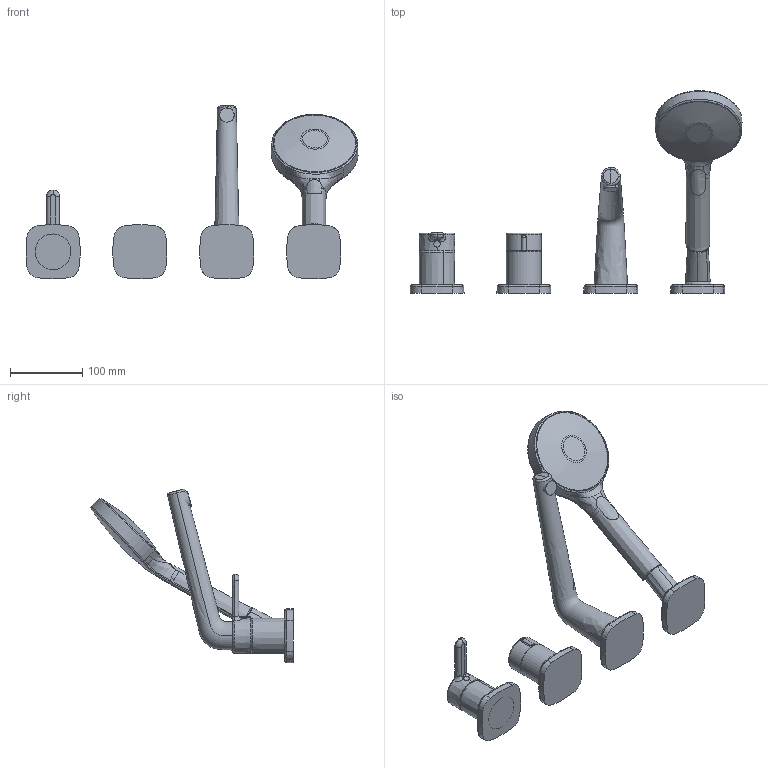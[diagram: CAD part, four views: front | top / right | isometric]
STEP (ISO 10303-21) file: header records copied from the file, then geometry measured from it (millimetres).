
FILE_DESCRIPTION (( 'STEP AP203' ), '1' );
FILE_NAME ('53122083.STEP', '2018-05-23T05:00:35', ( '' ), ( '' ), 'SwSTEP 2.0', 'SolidWorks 2016', '' );
FILE_SCHEMA (( 'CONFIG_CONTROL_DESIGN' ));
Length unit declared in the file: millimetre
Products named in the file (1): 53122083
Bounding box: 458.35 x 279.16 x 239.7 mm (x, y, z)
Volume: 1323139.2 mm3; surface area: 184418 mm2
Topology: 12 solids, 12 shells, 201 faces, 445 edges, 275 vertices
Faces by surface type: bspline 94, cone 36, plane 26, cylinder 22, torus 14, sphere 9
Entity records: 19733 total; most frequent: CARTESIAN_POINT 15903, ORIENTED_EDGE 886, DIRECTION 587, EDGE_CURVE 443, VERTEX_POINT 275, AXIS2_PLACEMENT_3D 254, EDGE_LOOP 210, ADVANCED_FACE 201
